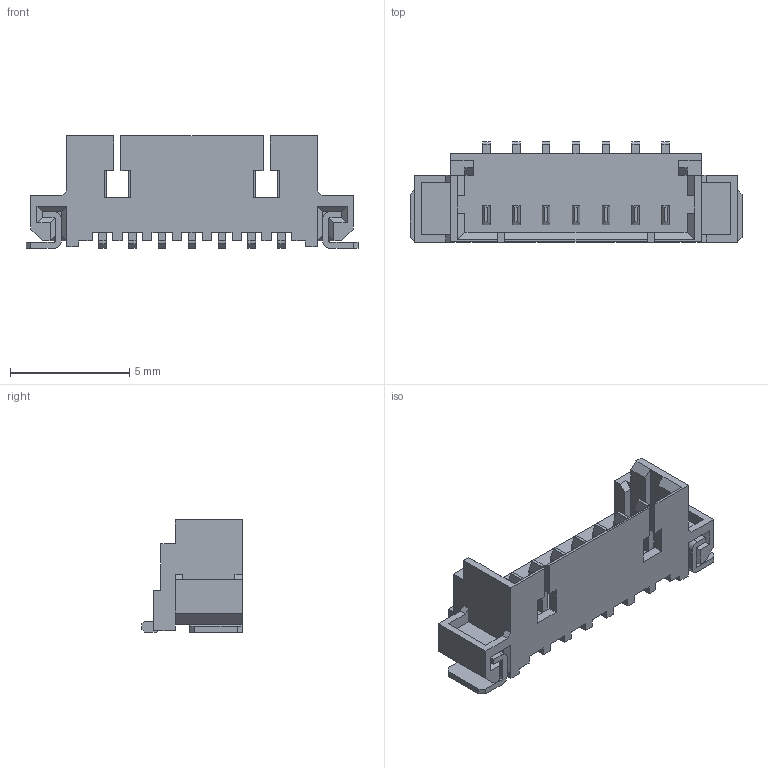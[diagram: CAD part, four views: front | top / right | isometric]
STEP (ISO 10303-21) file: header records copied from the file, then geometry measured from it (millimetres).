
FILE_DESCRIPTION(/* description */ (''),/* implementation_level */ '2;1');
FILE_NAME(/* name */ '533980771 recolored.step',/* time_stamp */ '2022-01-18T17:36:43-03:00',/* author */ (''),/* organization */ (''),/* preprocessor_version */ 'ST-DEVELOPER v18.1',/* originating_system */ 'Autodesk Translation Framework v10.10.0.1391',/* authorisation */ '');
FILE_SCHEMA (('AUTOMOTIVE_DESIGN { 1 0 10303 214 3 1 1 }'));
Length unit declared in the file: millimetre
Products named in the file (1): 533980771
Bounding box: 13.9 x 4.2 x 4.7 mm (x, y, z)
Volume: 89.4 mm3; surface area: 418 mm2
Topology: 10 solids, 10 shells, 371 faces, 999 edges, 648 vertices
Faces by surface type: plane 363, cylinder 8
Entity records: 11383 total; most frequent: CARTESIAN_POINT 2019, ORIENTED_EDGE 1998, DIRECTION 1759, EDGE_CURVE 999, LINE 983, VECTOR 983, VERTEX_POINT 648, AXIS2_PLACEMENT_3D 388
